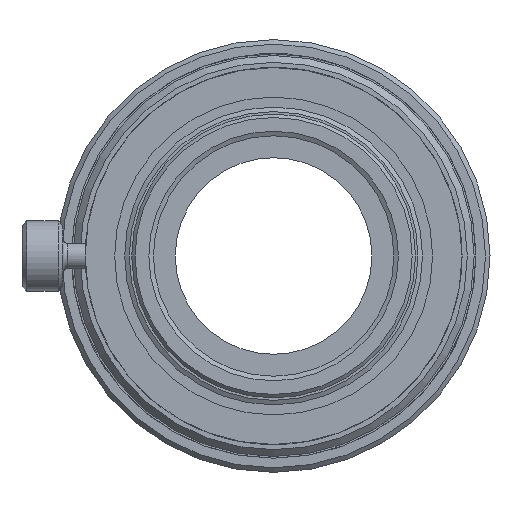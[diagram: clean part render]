
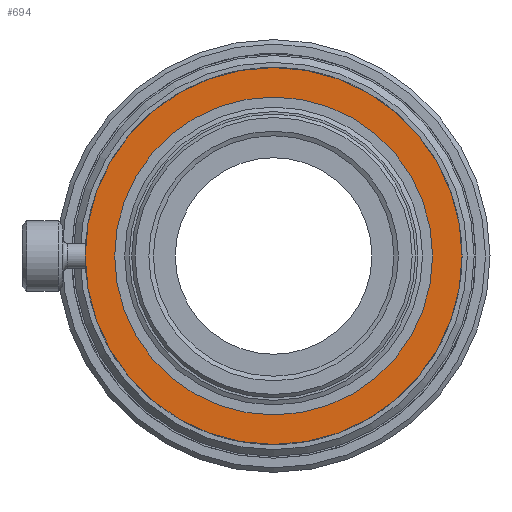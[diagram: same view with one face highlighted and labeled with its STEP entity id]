
A CAD part, left-side view. The second image highlights one B-rep face of the part: STEP entity #694.
In plain terms, the highlighted planar face has unit normal (-1, 0, 0).
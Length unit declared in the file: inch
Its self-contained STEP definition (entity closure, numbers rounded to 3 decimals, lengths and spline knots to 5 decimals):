
#660=CARTESIAN_POINT('',(-0.52,0.7,0.0));
#661=VERTEX_POINT('',#660);
#662=CARTESIAN_POINT('',(-0.52,0.0,0.0));
#663=DIRECTION('',(1.0,0.0,0.0));
#664=DIRECTION('',(0.0,1.0,0.0));
#665=AXIS2_PLACEMENT_3D('',#662,#663,#664);
#666=CIRCLE('',#665,0.7);
#667=EDGE_CURVE('',#661,#661,#666,.T.);
#675=CARTESIAN_POINT('',(-0.52,0.765,0.0));
#676=DIRECTION('',(-1.0,0.0,0.0));
#677=DIRECTION('',(0.0,0.0,1.0));
#678=AXIS2_PLACEMENT_3D('',#675,#676,#677);
#679=PLANE('',#678);
#680=CARTESIAN_POINT('',(-0.52,0.83,0.0));
#681=VERTEX_POINT('',#680);
#682=CARTESIAN_POINT('',(-0.52,0.0,0.0));
#683=DIRECTION('',(1.0,0.0,0.0));
#684=DIRECTION('',(0.0,1.0,0.0));
#685=AXIS2_PLACEMENT_3D('',#682,#683,#684);
#686=CIRCLE('',#685,0.83);
#687=EDGE_CURVE('',#681,#681,#686,.T.);
#688=ORIENTED_EDGE('',*,*,#687,.F.);
#689=EDGE_LOOP('',(#688));
#690=FACE_OUTER_BOUND('',#689,.T.);
#691=ORIENTED_EDGE('',*,*,#667,.T.);
#692=EDGE_LOOP('',(#691));
#693=FACE_BOUND('',#692,.T.);
#694=ADVANCED_FACE('',(#690,#693),#679,.T.);
